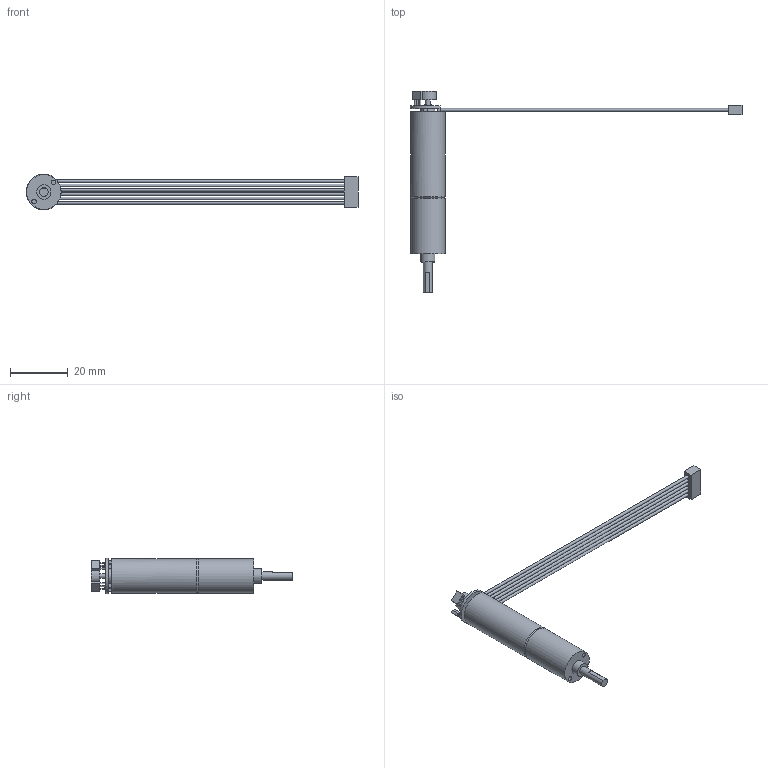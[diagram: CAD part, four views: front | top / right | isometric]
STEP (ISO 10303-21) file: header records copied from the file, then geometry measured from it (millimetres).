
FILE_DESCRIPTION( ( 'Unknown' ), '1' );
FILE_NAME( 'PD1230-64-FE.stp', 'Unknown', ( 'Unknown' ), ( 'Unknown' ), 'PSStep 17.0.49', 'Unknown', ' ' );
FILE_SCHEMA( ( 'AUTOMOTIVE_DESIGN { 1 0 10303 214 1 1 1 1 }' ) );
Length unit declared in the file: millimetre
Products named in the file (1): 1
Bounding box: 115.28 x 70 x 12.37 mm (x, y, z)
Volume: 6613.8 mm3; surface area: 4838.4 mm2
Topology: 1 solids, 1 shells, 87 faces, 210 edges, 140 vertices
Faces by surface type: plane 64, cylinder 22, torus 1
Full cylindrical faces by diameter (mm): 0.5 x6, 1 x6, 1.567 x2, 1.7 x1, 3 x1, 5 x2, 6 x1, 12 x2
Entity records: 3102 total; most frequent: DIRECTION 404, CARTESIAN_POINT 398, ORIENTED_EDGE 358, EDGE_CURVE 179, EDGE_LOOP 148, AXIS2_PLACEMENT_3D 137, VERTEX_POINT 131, LINE 130
